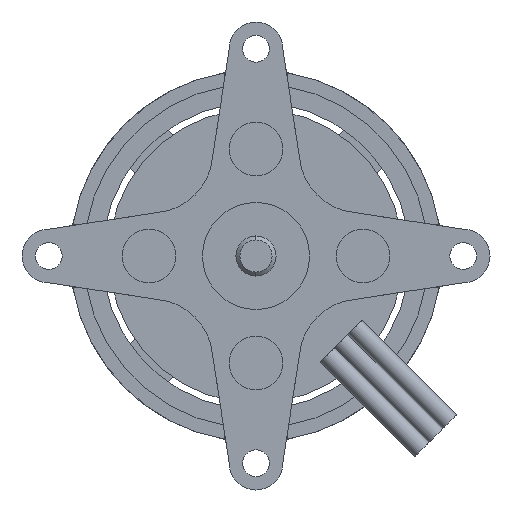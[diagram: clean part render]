
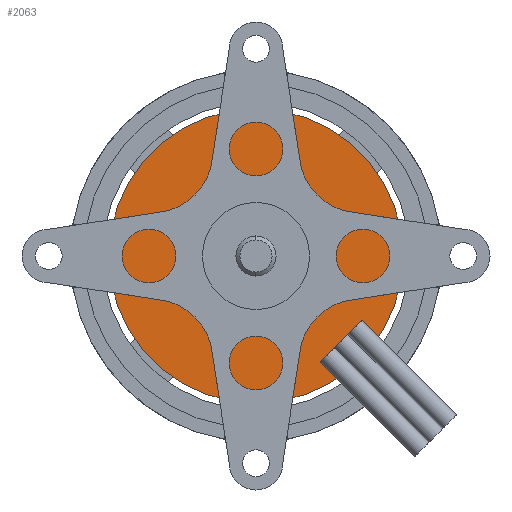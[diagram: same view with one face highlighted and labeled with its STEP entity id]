
A CAD part, front view. The second image highlights one B-rep face of the part: STEP entity #2063.
In plain terms, the highlighted planar face has unit normal (0, -1, 0).
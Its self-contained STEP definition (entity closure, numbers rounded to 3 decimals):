
#55 = EDGE_CURVE ( 'NONE', #2492, #5121, #3321, .T. ) ;
#333 = DIRECTION ( 'NONE',  ( 0., 1., 0. ) ) ;
#368 = CARTESIAN_POINT ( 'NONE',  ( 0., 1.02, 0. ) ) ;
#459 = FACE_BOUND ( 'NONE', #1731, .T. ) ;
#749 = CARTESIAN_POINT ( 'NONE',  ( 0., 1.02, -11. ) ) ;
#1028 = AXIS2_PLACEMENT_3D ( 'NONE', #5518, #4943, #2526 ) ;
#1171 = AXIS2_PLACEMENT_3D ( 'NONE', #368, #3855, #2867 ) ;
#1328 = CARTESIAN_POINT ( 'NONE',  ( 0., 1.02, 0. ) ) ;
#1460 = CARTESIAN_POINT ( 'NONE',  ( 0., 1.02, 0. ) ) ;
#1552 = DIRECTION ( 'NONE',  ( 0., 0., 1. ) ) ;
#1731 = EDGE_LOOP ( 'NONE', ( #6122, #3782 ) ) ;
#1765 = VERTEX_POINT ( 'NONE', #5245 ) ;
#1773 = VERTEX_POINT ( 'NONE', #749 ) ;
#1981 = DIRECTION ( 'NONE',  ( 0., 1., 0. ) ) ;
#2060 = CIRCLE ( 'NONE', #4760, 11. ) ;
#2063 = ADVANCED_FACE ( 'NONE', ( #5790, #459 ), #5005, .F. ) ;
#2208 = AXIS2_PLACEMENT_3D ( 'NONE', #1460, #1981, #4939 ) ;
#2492 = VERTEX_POINT ( 'NONE', #3362 ) ;
#2526 = DIRECTION ( 'NONE',  ( 0., 0., 1. ) ) ;
#2831 = ORIENTED_EDGE ( 'NONE', *, *, #4505, .F. ) ;
#2867 = DIRECTION ( 'NONE',  ( 0., 0., 1. ) ) ;
#3321 = CIRCLE ( 'NONE', #5179, 5. ) ;
#3362 = CARTESIAN_POINT ( 'NONE',  ( 0., 1.02, 5. ) ) ;
#3782 = ORIENTED_EDGE ( 'NONE', *, *, #55, .T. ) ;
#3855 = DIRECTION ( 'NONE',  ( 0., 1., 0. ) ) ;
#4251 = EDGE_LOOP ( 'NONE', ( #5919, #2831 ) ) ;
#4505 = EDGE_CURVE ( 'NONE', #1765, #1773, #5917, .T. ) ;
#4586 = EDGE_CURVE ( 'NONE', #5121, #2492, #4732, .T. ) ;
#4732 = CIRCLE ( 'NONE', #2208, 5. ) ;
#4760 = AXIS2_PLACEMENT_3D ( 'NONE', #5073, #5115, #1552 ) ;
#4939 = DIRECTION ( 'NONE',  ( 0., 0., 1. ) ) ;
#4943 = DIRECTION ( 'NONE',  ( 0., 1., 0. ) ) ;
#5005 = PLANE ( 'NONE',  #1028 ) ;
#5073 = CARTESIAN_POINT ( 'NONE',  ( 0., 1.02, 0. ) ) ;
#5115 = DIRECTION ( 'NONE',  ( 0., 1., 0. ) ) ;
#5121 = VERTEX_POINT ( 'NONE', #5457 ) ;
#5179 = AXIS2_PLACEMENT_3D ( 'NONE', #1328, #333, #6346 ) ;
#5245 = CARTESIAN_POINT ( 'NONE',  ( 0., 1.02, 11. ) ) ;
#5457 = CARTESIAN_POINT ( 'NONE',  ( 0., 1.02, -5. ) ) ;
#5518 = CARTESIAN_POINT ( 'NONE',  ( 0., 1.02, 0. ) ) ;
#5762 = EDGE_CURVE ( 'NONE', #1773, #1765, #2060, .T. ) ;
#5790 = FACE_OUTER_BOUND ( 'NONE', #4251, .T. ) ;
#5917 = CIRCLE ( 'NONE', #1171, 11. ) ;
#5919 = ORIENTED_EDGE ( 'NONE', *, *, #5762, .F. ) ;
#6122 = ORIENTED_EDGE ( 'NONE', *, *, #4586, .T. ) ;
#6346 = DIRECTION ( 'NONE',  ( 0., 0., 1. ) ) ;
